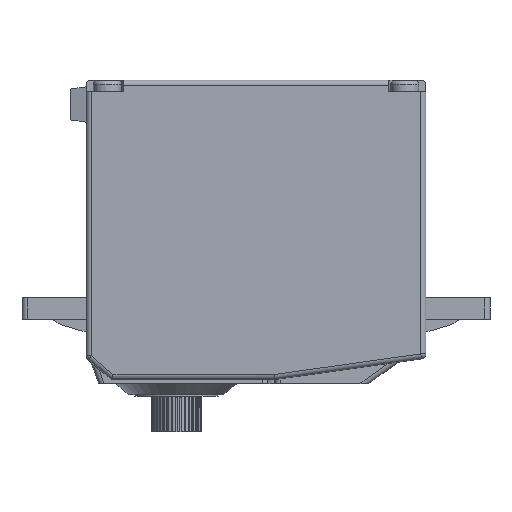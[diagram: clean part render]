
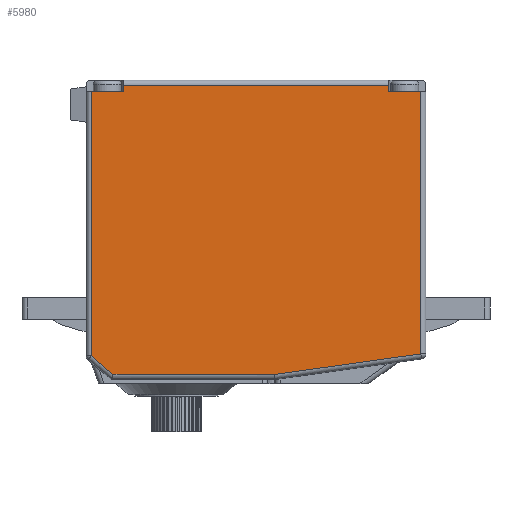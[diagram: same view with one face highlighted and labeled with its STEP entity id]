
A CAD part, front view. The second image highlights one B-rep face of the part: STEP entity #5980.
In plain terms, the highlighted planar face has unit normal (0, -1, 0).
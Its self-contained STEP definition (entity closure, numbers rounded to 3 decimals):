
#5144=CARTESIAN_POINT('',(28.708,-0.5,65.68));
#5145=VERTEX_POINT('',#5144);
#5153=CARTESIAN_POINT('',(9.54,-0.5,65.68));
#5154=VERTEX_POINT('',#5153);
#5155=CARTESIAN_POINT('',(9.54,-0.5,65.68));
#5156=DIRECTION('',(1.0,0.0,0.0));
#5157=VECTOR('',#5156,19.168);
#5158=LINE('',#5155,#5157);
#5159=EDGE_CURVE('',#5154,#5145,#5158,.T.);
#5439=CARTESIAN_POINT('',(6.95,-0.5,67.878));
#5440=VERTEX_POINT('',#5439);
#5441=CARTESIAN_POINT('',(6.95,-0.5,67.878));
#5442=DIRECTION('',(0.763,0.,-0.647));
#5443=VECTOR('',#5442,3.397);
#5444=LINE('',#5441,#5443);
#5445=EDGE_CURVE('',#5440,#5154,#5444,.T.);
#5909=CARTESIAN_POINT('',(46.65,-0.5,64.6));
#5910=DIRECTION('',(0.0,-1.0,0.0));
#5911=DIRECTION('',(0.0,0.0,-1.0));
#5912=AXIS2_PLACEMENT_3D('',#5909,#5910,#5911);
#5913=PLANE('',#5912);
#5914=CARTESIAN_POINT('',(6.95,-0.5,99.2));
#5915=VERTEX_POINT('',#5914);
#5916=CARTESIAN_POINT('',(10.75,-0.5,99.2));
#5917=VERTEX_POINT('',#5916);
#5918=CARTESIAN_POINT('',(6.95,-0.5,99.2));
#5919=DIRECTION('',(1.0,0.0,0.0));
#5920=VECTOR('',#5919,3.8);
#5921=LINE('',#5918,#5920);
#5922=EDGE_CURVE('',#5915,#5917,#5921,.T.);
#5923=ORIENTED_EDGE('',*,*,#5922,.F.);
#5924=CARTESIAN_POINT('',(6.95,-0.5,67.878));
#5925=DIRECTION('',(0.0,0.0,1.0));
#5926=VECTOR('',#5925,31.322);
#5927=LINE('',#5924,#5926);
#5928=EDGE_CURVE('',#5440,#5915,#5927,.T.);
#5929=ORIENTED_EDGE('',*,*,#5928,.F.);
#5930=ORIENTED_EDGE('',*,*,#5445,.T.);
#5931=ORIENTED_EDGE('',*,*,#5159,.T.);
#5932=CARTESIAN_POINT('',(46.05,-0.5,68.121));
#5933=VERTEX_POINT('',#5932);
#5934=CARTESIAN_POINT('',(28.708,-0.5,65.68));
#5935=DIRECTION('',(0.99,0.,0.139));
#5936=VECTOR('',#5935,17.513);
#5937=LINE('',#5934,#5936);
#5938=EDGE_CURVE('',#5145,#5933,#5937,.T.);
#5939=ORIENTED_EDGE('',*,*,#5938,.T.);
#5940=CARTESIAN_POINT('',(46.05,-0.5,99.2));
#5941=VERTEX_POINT('',#5940);
#5942=CARTESIAN_POINT('',(46.05,-0.5,99.2));
#5943=DIRECTION('',(0.0,0.0,-1.0));
#5944=VECTOR('',#5943,31.079);
#5945=LINE('',#5942,#5944);
#5946=EDGE_CURVE('',#5941,#5933,#5945,.T.);
#5947=ORIENTED_EDGE('',*,*,#5946,.F.);
#5948=CARTESIAN_POINT('',(42.25,-0.5,99.2));
#5949=VERTEX_POINT('',#5948);
#5950=CARTESIAN_POINT('',(46.05,-0.5,99.2));
#5951=DIRECTION('',(-1.0,0.0,0.0));
#5952=VECTOR('',#5951,3.8);
#5953=LINE('',#5950,#5952);
#5954=EDGE_CURVE('',#5941,#5949,#5953,.T.);
#5955=ORIENTED_EDGE('',*,*,#5954,.T.);
#5956=CARTESIAN_POINT('',(42.25,-0.5,100.0));
#5957=VERTEX_POINT('',#5956);
#5958=CARTESIAN_POINT('',(42.25,-0.5,100.0));
#5959=DIRECTION('',(0.0,0.0,-1.0));
#5960=VECTOR('',#5959,0.8);
#5961=LINE('',#5958,#5960);
#5962=EDGE_CURVE('',#5957,#5949,#5961,.T.);
#5963=ORIENTED_EDGE('',*,*,#5962,.F.);
#5964=CARTESIAN_POINT('',(10.75,-0.5,100.0));
#5965=VERTEX_POINT('',#5964);
#5966=CARTESIAN_POINT('',(10.75,-0.5,100.0));
#5967=DIRECTION('',(1.0,0.0,0.0));
#5968=VECTOR('',#5967,31.5);
#5969=LINE('',#5966,#5968);
#5970=EDGE_CURVE('',#5965,#5957,#5969,.T.);
#5971=ORIENTED_EDGE('',*,*,#5970,.F.);
#5972=CARTESIAN_POINT('',(10.75,-0.5,100.0));
#5973=DIRECTION('',(0.0,0.0,-1.0));
#5974=VECTOR('',#5973,0.8);
#5975=LINE('',#5972,#5974);
#5976=EDGE_CURVE('',#5965,#5917,#5975,.T.);
#5977=ORIENTED_EDGE('',*,*,#5976,.T.);
#5978=EDGE_LOOP('',(#5923,#5929,#5930,#5931,#5939,#5947,#5955,#5963,#5971,#5977));
#5979=FACE_OUTER_BOUND('',#5978,.T.);
#5980=ADVANCED_FACE('',(#5979),#5913,.T.);
